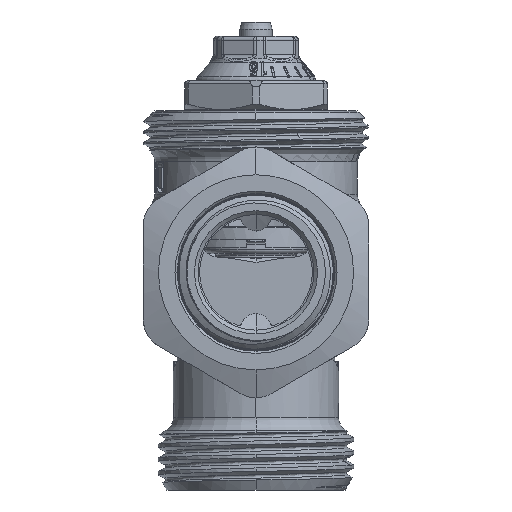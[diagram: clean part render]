
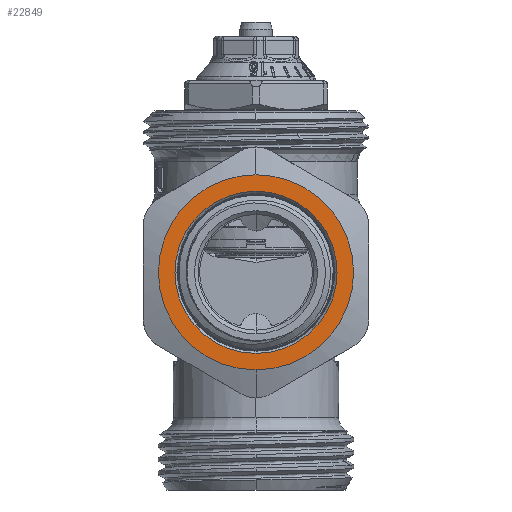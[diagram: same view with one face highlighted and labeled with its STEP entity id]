
A CAD part, front view. The second image highlights one B-rep face of the part: STEP entity #22849.
In plain terms, the highlighted planar face has unit normal (0, -1, 0).
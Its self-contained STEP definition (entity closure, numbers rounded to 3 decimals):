
#6992=CARTESIAN_POINT('',(0.,-34.7,0.));
#6993=DIRECTION('',(0.,-1.,0.));
#6994=DIRECTION('',(1.,0.,0.));
#6995=AXIS2_PLACEMENT_3D('',#6992,#6993,#6994);
#7010=CARTESIAN_POINT('',(0.,-34.7,0.));
#7011=DIRECTION('',(0.,-1.,0.));
#7012=DIRECTION('',(0.,0.,-1.));
#7013=AXIS2_PLACEMENT_3D('',#7010,#7011,#7012);
#7015=CARTESIAN_POINT('',(0.,-34.7,0.));
#7016=DIRECTION('',(0.,-1.,0.));
#7017=DIRECTION('',(0.,0.,1.));
#7018=AXIS2_PLACEMENT_3D('',#7015,#7016,#7017);
#7492=CARTESIAN_POINT('',(0.,-34.7,0.));
#7493=DIRECTION('',(0.,-1.,0.));
#7494=DIRECTION('',(-1.,0.,0.));
#7495=AXIS2_PLACEMENT_3D('',#7492,#7493,#7494);
#14826=CARTESIAN_POINT('',(-10.8,-34.7,0.));
#14827=CARTESIAN_POINT('',(10.8,-34.7,0.));
#14828=VERTEX_POINT('',#14826);
#14829=VERTEX_POINT('',#14827);
#14834=CARTESIAN_POINT('',(0.,-34.7,-13.));
#14835=CARTESIAN_POINT('',(0.,-34.7,13.));
#14836=VERTEX_POINT('',#14834);
#14837=VERTEX_POINT('',#14835);
#22833=CARTESIAN_POINT('',(0.,-34.7,0.));
#22834=DIRECTION('',(0.,1.,0.));
#22835=DIRECTION('',(0.,0.,1.));
#22836=AXIS2_PLACEMENT_3D('',#22833,#22834,#22835);
#22837=PLANE('',#22836);
#22839=ORIENTED_EDGE('',*,*,#22838,.F.);
#22841=ORIENTED_EDGE('',*,*,#22840,.F.);
#22842=EDGE_LOOP('',(#22839,#22841));
#22843=FACE_OUTER_BOUND('',#22842,.F.);
#22845=ORIENTED_EDGE('',*,*,#22844,.T.);
#22846=ORIENTED_EDGE('',*,*,#22823,.T.);
#22847=EDGE_LOOP('',(#22845,#22846));
#22848=FACE_BOUND('',#22847,.F.);
#22849=ADVANCED_FACE('',(#22843,#22848),#22837,.F.);
#6996=CIRCLE('',#6995,10.8);
#7014=CIRCLE('',#7013,13.);
#7019=CIRCLE('',#7018,13.);
#7496=CIRCLE('',#7495,10.8);
#22823=EDGE_CURVE('',#14829,#14828,#6996,.T.);
#22838=EDGE_CURVE('',#14836,#14837,#7014,.T.);
#22840=EDGE_CURVE('',#14837,#14836,#7019,.T.);
#22844=EDGE_CURVE('',#14828,#14829,#7496,.T.);
